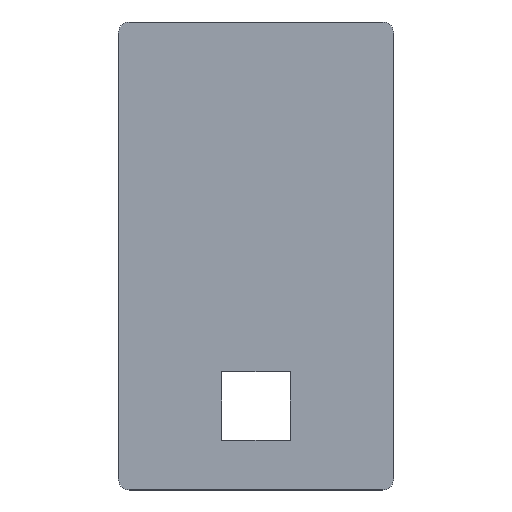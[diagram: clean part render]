
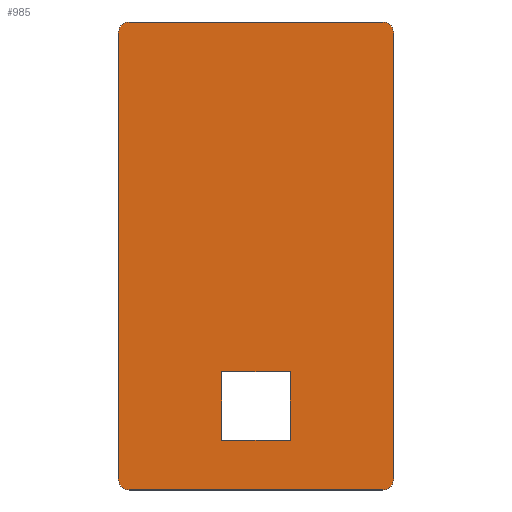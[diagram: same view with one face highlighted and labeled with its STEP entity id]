
A CAD part, top view. The second image highlights one B-rep face of the part: STEP entity #985.
In plain terms, the highlighted planar face has unit normal (0, 0, 1).
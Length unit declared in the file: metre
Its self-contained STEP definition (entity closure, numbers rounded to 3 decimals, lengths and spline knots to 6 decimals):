
#28=CIRCLE('',#1057,0.004);
#29=CIRCLE('',#1058,0.004);
#30=CIRCLE('',#1059,0.004);
#31=CIRCLE('',#1060,0.004);
#68=ORIENTED_EDGE('',*,*,#360,.F.);
#69=ORIENTED_EDGE('',*,*,#361,.T.);
#70=ORIENTED_EDGE('',*,*,#362,.F.);
#71=ORIENTED_EDGE('',*,*,#363,.T.);
#72=ORIENTED_EDGE('',*,*,#364,.T.);
#73=ORIENTED_EDGE('',*,*,#365,.T.);
#74=ORIENTED_EDGE('',*,*,#366,.T.);
#75=ORIENTED_EDGE('',*,*,#367,.T.);
#76=ORIENTED_EDGE('',*,*,#368,.F.);
#77=ORIENTED_EDGE('',*,*,#369,.T.);
#78=ORIENTED_EDGE('',*,*,#370,.T.);
#79=ORIENTED_EDGE('',*,*,#371,.F.);
#360=EDGE_CURVE('',#506,#507,#598,.T.);
#361=EDGE_CURVE('',#506,#508,#28,.T.);
#362=EDGE_CURVE('',#509,#508,#599,.T.);
#363=EDGE_CURVE('',#509,#510,#29,.T.);
#364=EDGE_CURVE('',#510,#511,#600,.T.);
#365=EDGE_CURVE('',#511,#512,#30,.T.);
#366=EDGE_CURVE('',#512,#513,#601,.T.);
#367=EDGE_CURVE('',#513,#507,#31,.T.);
#368=EDGE_CURVE('',#514,#515,#602,.T.);
#369=EDGE_CURVE('',#514,#516,#603,.T.);
#370=EDGE_CURVE('',#516,#517,#604,.T.);
#371=EDGE_CURVE('',#515,#517,#605,.T.);
#506=VERTEX_POINT('',#1453);
#507=VERTEX_POINT('',#1454);
#508=VERTEX_POINT('',#1456);
#509=VERTEX_POINT('',#1458);
#510=VERTEX_POINT('',#1460);
#511=VERTEX_POINT('',#1462);
#512=VERTEX_POINT('',#1464);
#513=VERTEX_POINT('',#1466);
#514=VERTEX_POINT('',#1469);
#515=VERTEX_POINT('',#1470);
#516=VERTEX_POINT('',#1472);
#517=VERTEX_POINT('',#1474);
#598=LINE('',#1452,#720);
#599=LINE('',#1457,#721);
#600=LINE('',#1461,#722);
#601=LINE('',#1465,#723);
#602=LINE('',#1468,#724);
#603=LINE('',#1471,#725);
#604=LINE('',#1473,#726);
#605=LINE('',#1475,#727);
#720=VECTOR('',#1159,1.);
#721=VECTOR('',#1162,1.);
#722=VECTOR('',#1165,1.);
#723=VECTOR('',#1168,1.);
#724=VECTOR('',#1171,1.);
#725=VECTOR('',#1172,1.);
#726=VECTOR('',#1173,1.);
#727=VECTOR('',#1174,1.);
#828=EDGE_LOOP('',(#68,#69,#70,#71,#72,#73,#74,#75));
#829=EDGE_LOOP('',(#76,#77,#78,#79));
#886=FACE_BOUND('',#828,.T.);
#887=FACE_BOUND('',#829,.T.);
#943=PLANE('',#1056);
#985=ADVANCED_FACE('',(#886,#887),#943,.T.);
#1056=AXIS2_PLACEMENT_3D('',#1451,#1157,#1158);
#1057=AXIS2_PLACEMENT_3D('',#1455,#1160,#1161);
#1058=AXIS2_PLACEMENT_3D('',#1459,#1163,#1164);
#1059=AXIS2_PLACEMENT_3D('',#1463,#1166,#1167);
#1060=AXIS2_PLACEMENT_3D('',#1467,#1169,#1170);
#1157=DIRECTION('',(0.,0.,1.));
#1158=DIRECTION('',(1.,0.,0.));
#1159=DIRECTION('',(-1.,0.,0.));
#1160=DIRECTION('',(0.,0.,1.));
#1161=DIRECTION('',(1.,0.,0.));
#1162=DIRECTION('',(0.,-1.,0.));
#1163=DIRECTION('',(0.,0.,1.));
#1164=DIRECTION('',(1.,0.,0.));
#1165=DIRECTION('',(-1.,0.,0.));
#1166=DIRECTION('',(0.,0.,1.));
#1167=DIRECTION('',(1.,0.,0.));
#1168=DIRECTION('',(0.,-1.,0.));
#1169=DIRECTION('',(0.,0.,1.));
#1170=DIRECTION('',(1.,0.,0.));
#1171=DIRECTION('',(-1.,0.,0.));
#1172=DIRECTION('',(0.,-1.,0.));
#1173=DIRECTION('',(-1.,0.,0.));
#1174=DIRECTION('',(0.,-1.,0.));
#1451=CARTESIAN_POINT('',(0.,0.,0.0525));
#1452=CARTESIAN_POINT('',(0.,-0.085,0.0525));
#1453=CARTESIAN_POINT('',(0.046,-0.085,0.0525));
#1454=CARTESIAN_POINT('',(-0.046,-0.085,0.0525));
#1455=CARTESIAN_POINT('',(0.046,-0.081,0.0525));
#1456=CARTESIAN_POINT('',(0.05,-0.081,0.0525));
#1457=CARTESIAN_POINT('',(0.05,0.,0.0525));
#1458=CARTESIAN_POINT('',(0.05,0.081,0.0525));
#1459=CARTESIAN_POINT('',(0.046,0.081,0.0525));
#1460=CARTESIAN_POINT('',(0.046,0.085,0.0525));
#1461=CARTESIAN_POINT('',(0.,0.085,0.0525));
#1462=CARTESIAN_POINT('',(-0.046,0.085,0.0525));
#1463=CARTESIAN_POINT('',(-0.046,0.081,0.0525));
#1464=CARTESIAN_POINT('',(-0.05,0.081,0.0525));
#1465=CARTESIAN_POINT('',(-0.05,0.,0.0525));
#1466=CARTESIAN_POINT('',(-0.05,-0.081,0.0525));
#1467=CARTESIAN_POINT('',(-0.046,-0.081,0.0525));
#1468=CARTESIAN_POINT('',(0.,-0.042017,0.0525));
#1469=CARTESIAN_POINT('',(0.0125,-0.042017,0.0525));
#1470=CARTESIAN_POINT('',(-0.0125,-0.042017,0.0525));
#1471=CARTESIAN_POINT('',(0.0125,-0.054517,0.0525));
#1472=CARTESIAN_POINT('',(0.0125,-0.067017,0.0525));
#1473=CARTESIAN_POINT('',(0.,-0.067017,0.0525));
#1474=CARTESIAN_POINT('',(-0.0125,-0.067017,0.0525));
#1475=CARTESIAN_POINT('',(-0.0125,-0.054517,0.0525));
